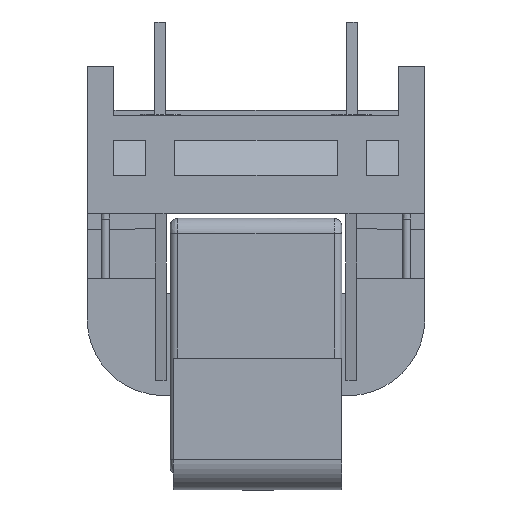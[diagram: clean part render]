
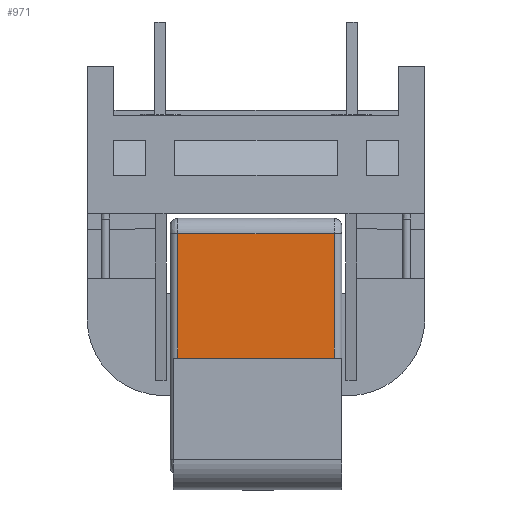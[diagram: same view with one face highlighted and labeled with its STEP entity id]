
A CAD part, front view. The second image highlights one B-rep face of the part: STEP entity #971.
In plain terms, the highlighted free-form (B-spline) face has degree [1, 1] with [2, 2] control points.
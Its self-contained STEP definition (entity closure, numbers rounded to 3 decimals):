
#971 = ADVANCED_FACE('',(#972),#1002,.T.);
#972 = FACE_BOUND('',#973,.T.);
#973 = EDGE_LOOP('',(#974,#983,#990,#997));
#974 = ORIENTED_EDGE('',*,*,#975,.F.);
#975 = EDGE_CURVE('',#976,#978,#980,.T.);
#976 = VERTEX_POINT('',#977);
#977 = CARTESIAN_POINT('',(5.582,-14.557,
    -14.722));
#978 = VERTEX_POINT('',#979);
#979 = CARTESIAN_POINT('',(-5.582,-14.557,
    -14.722));
#980 = B_SPLINE_CURVE_WITH_KNOTS('',1,(#981,#982),.UNSPECIFIED.,.F.,.F.,
  (2,2),(-5.1,5.1),.PIECEWISE_BEZIER_KNOTS.);
#981 = CARTESIAN_POINT('',(5.582,-14.557,
    -14.722));
#982 = CARTESIAN_POINT('',(-5.582,-14.557,
    -14.722));
#983 = ORIENTED_EDGE('',*,*,#984,.F.);
#984 = EDGE_CURVE('',#985,#976,#987,.T.);
#985 = VERTEX_POINT('',#986);
#986 = CARTESIAN_POINT('',(5.582,-14.557,1.368
    ));
#987 = B_SPLINE_CURVE_WITH_KNOTS('',1,(#988,#989),.UNSPECIFIED.,.F.,.F.,
  (2,2),(-14.7,-0.),.PIECEWISE_BEZIER_KNOTS.);
#988 = CARTESIAN_POINT('',(5.582,-14.557,1.368
    ));
#989 = CARTESIAN_POINT('',(5.582,-14.557,
    -14.722));
#990 = ORIENTED_EDGE('',*,*,#991,.F.);
#991 = EDGE_CURVE('',#992,#985,#994,.T.);
#992 = VERTEX_POINT('',#993);
#993 = CARTESIAN_POINT('',(-5.582,-14.557,
    1.368));
#994 = B_SPLINE_CURVE_WITH_KNOTS('',1,(#995,#996),.UNSPECIFIED.,.F.,.F.,
  (2,2),(-10.7,-0.5),.PIECEWISE_BEZIER_KNOTS.);
#995 = CARTESIAN_POINT('',(-5.582,-14.557,
    1.368));
#996 = CARTESIAN_POINT('',(5.582,-14.557,1.368
    ));
#997 = ORIENTED_EDGE('',*,*,#998,.F.);
#998 = EDGE_CURVE('',#978,#992,#999,.T.);
#999 = B_SPLINE_CURVE_WITH_KNOTS('',1,(#1000,#1001),.UNSPECIFIED.,.F.,
  .F.,(2,2),(-14.7,0.),.PIECEWISE_BEZIER_KNOTS.);
#1000 = CARTESIAN_POINT('',(-5.582,-14.557,
    -14.722));
#1001 = CARTESIAN_POINT('',(-5.582,-14.557,
    1.368));
#1002 = B_SPLINE_SURFACE_WITH_KNOTS('',1,1,(
    (#1003,#1004)
    ,(#1005,#1006
  )),.UNSPECIFIED.,.F.,.F.,.F.,(2,2),(2,2),(-13.45,1.25),(-5.1,5.1),
  .PIECEWISE_BEZIER_KNOTS.);
#1003 = CARTESIAN_POINT('',(5.582,-14.557,
    -14.722));
#1004 = CARTESIAN_POINT('',(-5.582,-14.557,
    -14.722));
#1005 = CARTESIAN_POINT('',(5.582,-14.557,
    1.368));
#1006 = CARTESIAN_POINT('',(-5.582,-14.557,
    1.368));
